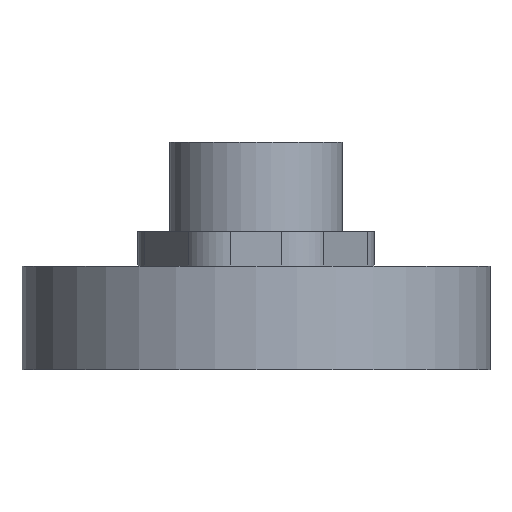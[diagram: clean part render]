
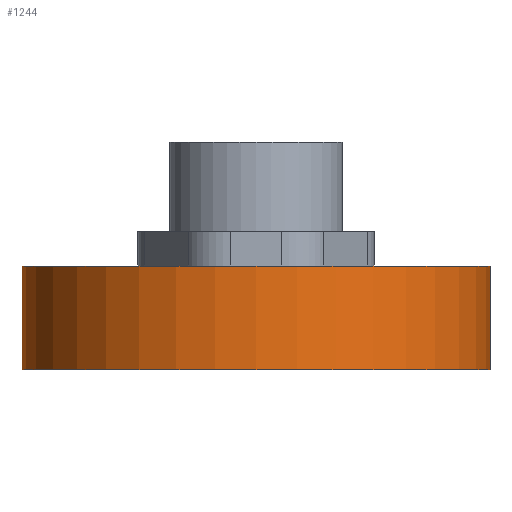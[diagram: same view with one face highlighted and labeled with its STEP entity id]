
A CAD part, front view. The second image highlights one B-rep face of the part: STEP entity #1244.
In plain terms, the highlighted cylindrical face has radius 34 mm (diameter 68 mm), a partial arc.
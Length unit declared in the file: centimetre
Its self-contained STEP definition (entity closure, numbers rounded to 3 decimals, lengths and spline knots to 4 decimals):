
#107 = VERTEX_POINT ( 'NONE', #1117 ) ;
#261 = EDGE_CURVE ( 'NONE', #3175, #4066, #1581, .T. ) ;
#566 = CARTESIAN_POINT ( 'NONE',  ( 3.4, 0., 1.5092 ) ) ;
#582 = VECTOR ( 'NONE', #817, 100. ) ;
#585 = AXIS2_PLACEMENT_3D ( 'NONE', #867, #2631, #4451 ) ;
#783 = EDGE_CURVE ( 'NONE', #4066, #107, #1097, .T. ) ;
#817 = DIRECTION ( 'NONE',  ( 0., 0., -1. ) ) ;
#867 = CARTESIAN_POINT ( 'NONE',  ( 0., 0., 0. ) ) ;
#1044 = CARTESIAN_POINT ( 'NONE',  ( -3.4, 0., 1.5092 ) ) ;
#1095 = CARTESIAN_POINT ( 'NONE',  ( 0., 0., 1.5092 ) ) ;
#1097 = CIRCLE ( 'NONE', #585, 3.4 ) ;
#1117 = CARTESIAN_POINT ( 'NONE',  ( 3.4, 0., 0. ) ) ;
#1244 = ADVANCED_FACE ( 'NONE', ( #1312 ), #2304, .T. ) ;
#1288 = DIRECTION ( 'NONE',  ( 0., 0., -1. ) ) ;
#1312 = FACE_OUTER_BOUND ( 'NONE', #1516, .T. ) ;
#1516 = EDGE_LOOP ( 'NONE', ( #2161, #4169, #4090, #4448 ) ) ;
#1522 = EDGE_CURVE ( 'NONE', #1784, #107, #1625, .T. ) ;
#1581 = LINE ( 'NONE', #2251, #582 ) ;
#1625 = LINE ( 'NONE', #566, #2127 ) ;
#1784 = VERTEX_POINT ( 'NONE', #2934 ) ;
#2127 = VECTOR ( 'NONE', #2967, 100. ) ;
#2161 = ORIENTED_EDGE ( 'NONE', *, *, #1522, .F. ) ;
#2251 = CARTESIAN_POINT ( 'NONE',  ( -3.4, 0., 1.5092 ) ) ;
#2304 = CYLINDRICAL_SURFACE ( 'NONE', #2794, 3.4 ) ;
#2613 = CARTESIAN_POINT ( 'NONE',  ( -3.4, 0., 0. ) ) ;
#2631 = DIRECTION ( 'NONE',  ( 0., 0., 1. ) ) ;
#2700 = DIRECTION ( 'NONE',  ( -1., 0., 0. ) ) ;
#2794 = AXIS2_PLACEMENT_3D ( 'NONE', #3380, #1288, #2700 ) ;
#2934 = CARTESIAN_POINT ( 'NONE',  ( 3.4, 0., 1.5092 ) ) ;
#2967 = DIRECTION ( 'NONE',  ( 0., 0., -1. ) ) ;
#2987 = EDGE_CURVE ( 'NONE', #3175, #1784, #3388, .T. ) ;
#3175 = VERTEX_POINT ( 'NONE', #1044 ) ;
#3380 = CARTESIAN_POINT ( 'NONE',  ( 0., 0., 1.5092 ) ) ;
#3388 = CIRCLE ( 'NONE', #3973, 3.4 ) ;
#3475 = DIRECTION ( 'NONE',  ( 0., 0., 1. ) ) ;
#3973 = AXIS2_PLACEMENT_3D ( 'NONE', #1095, #3475, #4234 ) ;
#4066 = VERTEX_POINT ( 'NONE', #2613 ) ;
#4090 = ORIENTED_EDGE ( 'NONE', *, *, #261, .T. ) ;
#4169 = ORIENTED_EDGE ( 'NONE', *, *, #2987, .F. ) ;
#4234 = DIRECTION ( 'NONE',  ( 1., 0., 0. ) ) ;
#4448 = ORIENTED_EDGE ( 'NONE', *, *, #783, .T. ) ;
#4451 = DIRECTION ( 'NONE',  ( 1., 0., 0. ) ) ;
